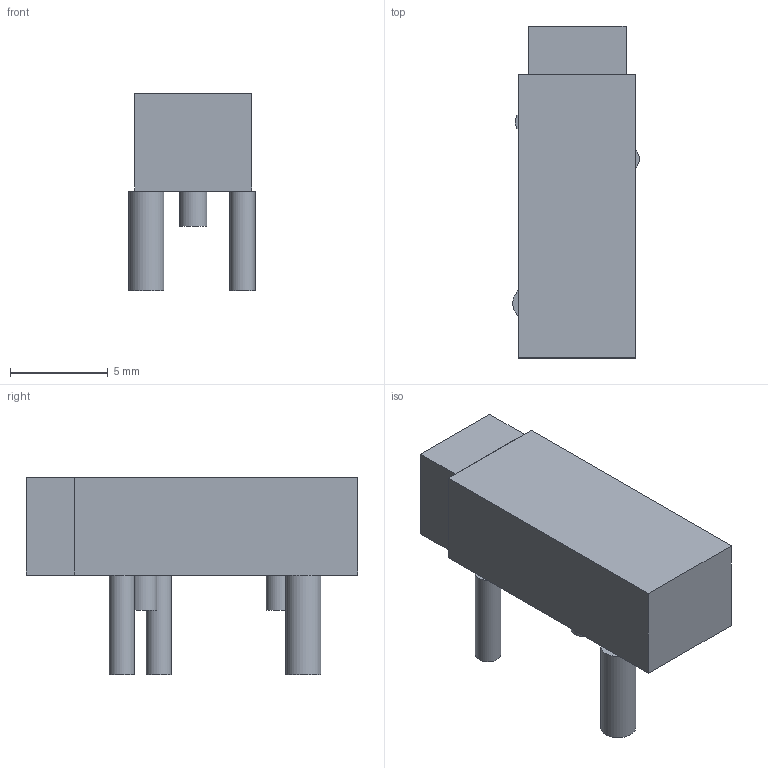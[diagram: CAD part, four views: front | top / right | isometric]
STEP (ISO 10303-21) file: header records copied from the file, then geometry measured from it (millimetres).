
FILE_DESCRIPTION(('FreeCAD Model'),'2;1');
FILE_NAME('11445985.1.2.stp','2021-01-27T11:20:13',( 'Author'),(''),'Open CASCADE STEP processor 6.9','FreeCAD','Unknown' );
FILE_SCHEMA(('AUTOMOTIVE_DESIGN { 1 0 10303 214 1 1 1 1 }'));
Length unit declared in the file: millimetre
Products named in the file (4): ASSEMBLY; Body; Lugs; Leads
Assembly tree (3 placements, depth 2):
  ASSEMBLY
    Body
    Lugs
    Leads
Bounding box: 6.47 x 17 x 10.1 mm (x, y, z)
Volume: 529.6 mm3; surface area: 581.9 mm2
Topology: 7 solids, 7 shells, 27 faces, 39 edges, 26 vertices
Faces by surface type: plane 22, cylinder 5
Full cylindrical faces by diameter (mm): 1.3 x2, 1.4 x2, 1.8 x1
Entity records: 1210 total; most frequent: DIRECTION 189, CARTESIAN_POINT 174, LINE 97, VECTOR 97, ORIENTED_EDGE 78, PCURVE 78, DEFINITIONAL_REPRESENTATION 78, AXIS2_PLACEMENT_3D 41
